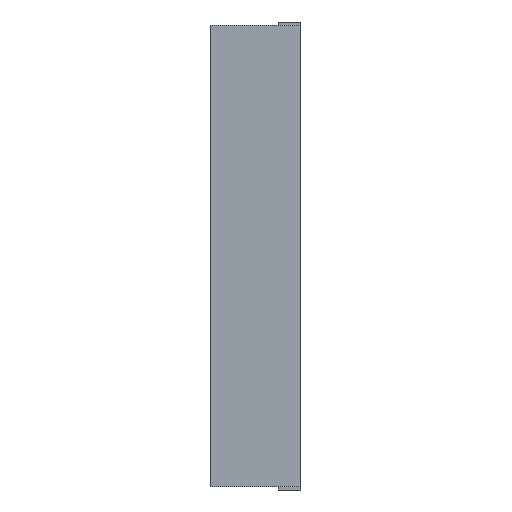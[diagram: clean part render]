
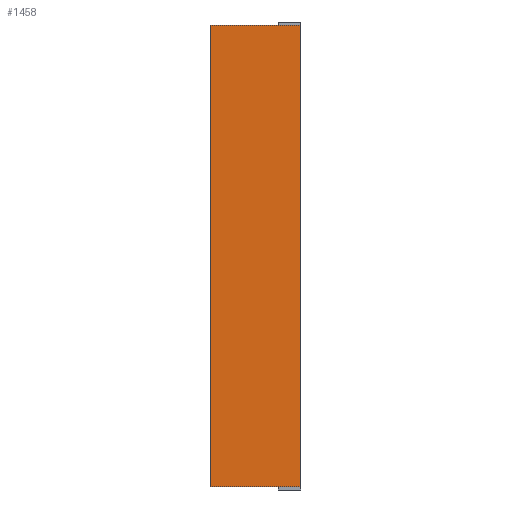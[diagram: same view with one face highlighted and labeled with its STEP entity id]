
A CAD part, left-side view. The second image highlights one B-rep face of the part: STEP entity #1458.
In plain terms, the highlighted planar face has unit normal (-1, 0, 0).
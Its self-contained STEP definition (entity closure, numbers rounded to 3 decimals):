
#4 = VERTEX_POINT ( 'NONE', #1159 ) ;
#30 = EDGE_CURVE ( 'NONE', #174, #4, #763, .T. ) ;
#41 = FACE_OUTER_BOUND ( 'NONE', #435, .T. ) ;
#68 = ORIENTED_EDGE ( 'NONE', *, *, #585, .F. ) ;
#174 = VERTEX_POINT ( 'NONE', #949 ) ;
#225 = LINE ( 'NONE', #440, #975 ) ;
#314 = DIRECTION ( 'NONE',  ( 0., 0., 1. ) ) ;
#315 = ORIENTED_EDGE ( 'NONE', *, *, #780, .T. ) ;
#325 = PLANE ( 'NONE',  #426 ) ;
#426 = AXIS2_PLACEMENT_3D ( 'NONE', #614, #1748, #1812 ) ;
#435 = EDGE_LOOP ( 'NONE', ( #505, #1128, #68, #315 ) ) ;
#440 = CARTESIAN_POINT ( 'NONE',  ( -2.05, 0.8, -2.05 ) ) ;
#473 = DIRECTION ( 'NONE',  ( 0., 0., 1. ) ) ;
#505 = ORIENTED_EDGE ( 'NONE', *, *, #30, .T. ) ;
#556 = VECTOR ( 'NONE', #473, 1000. ) ;
#585 = EDGE_CURVE ( 'NONE', #1760, #1506, #1291, .T. ) ;
#614 = CARTESIAN_POINT ( 'NONE',  ( -2.05, 0.8, 2.05 ) ) ;
#664 = VECTOR ( 'NONE', #314, 1000. ) ;
#711 = CARTESIAN_POINT ( 'NONE',  ( -2.05, 0.8, 2.05 ) ) ;
#763 = LINE ( 'NONE', #1609, #664 ) ;
#780 = EDGE_CURVE ( 'NONE', #1760, #174, #225, .T. ) ;
#802 = CARTESIAN_POINT ( 'NONE',  ( -2.05, 0.8, 2.05 ) ) ;
#949 = CARTESIAN_POINT ( 'NONE',  ( -2.05, 0., -2.05 ) ) ;
#975 = VECTOR ( 'NONE', #1406, 1000. ) ;
#1028 = VECTOR ( 'NONE', #1573, 1000. ) ;
#1128 = ORIENTED_EDGE ( 'NONE', *, *, #1813, .F. ) ;
#1159 = CARTESIAN_POINT ( 'NONE',  ( -2.05, 0., 2.05 ) ) ;
#1256 = CARTESIAN_POINT ( 'NONE',  ( -2.05, 0.8, -2.05 ) ) ;
#1291 = LINE ( 'NONE', #711, #556 ) ;
#1406 = DIRECTION ( 'NONE',  ( 0., -1., 0. ) ) ;
#1441 = LINE ( 'NONE', #1720, #1028 ) ;
#1458 = ADVANCED_FACE ( 'NONE', ( #41 ), #325, .F. ) ;
#1506 = VERTEX_POINT ( 'NONE', #802 ) ;
#1573 = DIRECTION ( 'NONE',  ( 0., -1., 0. ) ) ;
#1609 = CARTESIAN_POINT ( 'NONE',  ( -2.05, 0., 2.05 ) ) ;
#1720 = CARTESIAN_POINT ( 'NONE',  ( -2.05, 0.8, 2.05 ) ) ;
#1748 = DIRECTION ( 'NONE',  ( 1., 0., 0. ) ) ;
#1760 = VERTEX_POINT ( 'NONE', #1256 ) ;
#1812 = DIRECTION ( 'NONE',  ( 0., 0., -1. ) ) ;
#1813 = EDGE_CURVE ( 'NONE', #1506, #4, #1441, .T. ) ;
